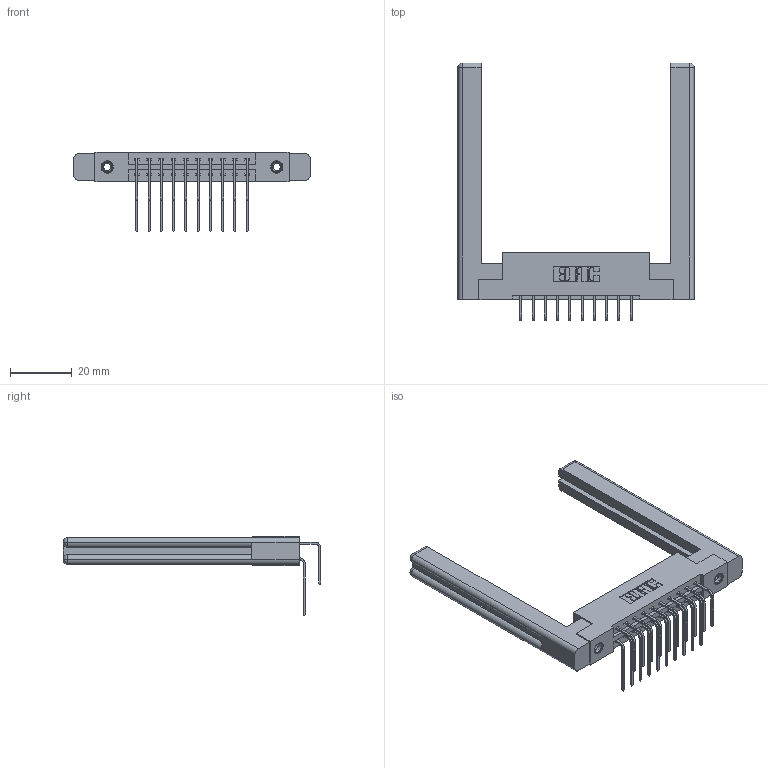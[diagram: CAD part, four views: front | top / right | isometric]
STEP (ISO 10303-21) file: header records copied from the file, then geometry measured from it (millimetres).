
FILE_DESCRIPTION (( 'STEP AP203' ), '1' );
FILE_NAME ('337-020-558-258.STEP', '2019-10-08T14:21:00', ( '' ), ( '' ), 'SwSTEP 2.0', 'SolidWorks 2016', '' );
FILE_SCHEMA (( 'CONFIG_CONTROL_DESIGN' ));
Length unit declared in the file: inch
Products named in the file (6): 337 Part_Flush Mounting Lugs - 0.156 Dia-TI; 307-220-058; 345-292-001_558 559 Tail - 1; 337-020-558-258; 345-250-001_345-250-001-102; 345-292-001_558 Tail - 2
Assembly tree (25 placements, depth 2):
  337-020-558-258
    337 Part_Flush Mounting Lugs - 0.156 Dia-TI
    345-292-001_558 559 Tail - 1  x10
    345-292-001_558 Tail - 2  x10
    345-250-001_345-250-001-102  x2
    307-220-058  x2
Bounding box: 76.25 x 83.25 x 25.53 mm (x, y, z)
Volume: 14867.7 mm3; surface area: 14048.7 mm2
Topology: 25 solids, 25 shells, 1376 faces, 4005 edges, 2630 vertices
Faces by surface type: plane 954, cylinder 398, cone 12, torus 12
Entity records: 16310 total; most frequent: CARTESIAN_POINT 2828, ORIENTED_EDGE 2652, DIRECTION 2462, EDGE_CURVE 1326, VECTOR 1110, LINE 1110, VERTEX_POINT 874, AXIS2_PLACEMENT_3D 676
